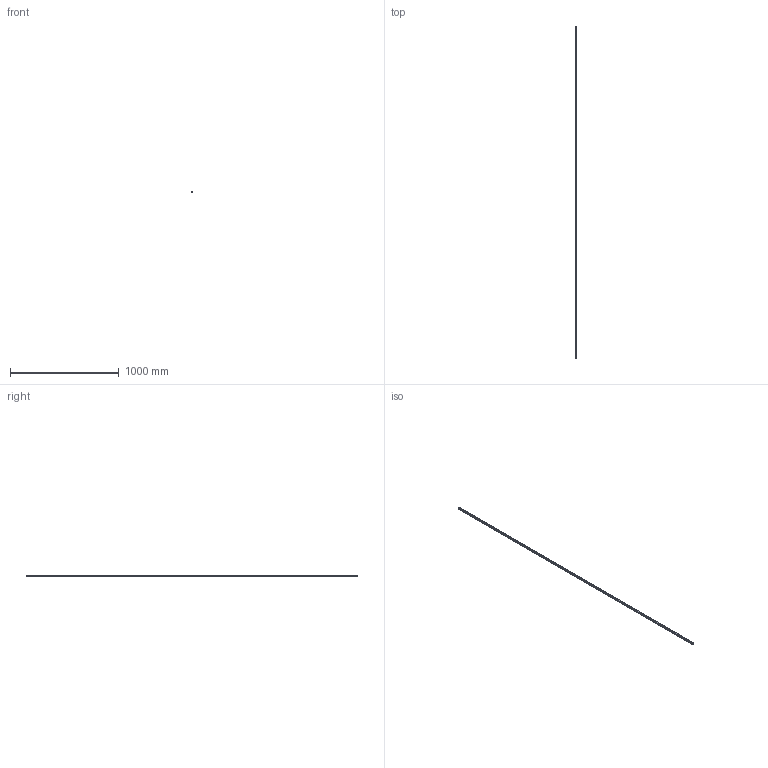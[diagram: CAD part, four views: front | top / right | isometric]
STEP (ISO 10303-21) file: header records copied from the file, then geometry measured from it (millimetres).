
FILE_DESCRIPTION(('STEP AP214'),'1');
FILE_NAME('cctmp_98232BAF-1BDF-4200-9B88-8D4968E8D31C_2020_5_5_14_14_39_549..stp','2020-05-05T12:14:39',('HIWIN GmbH'),('CADClick - www.CADClick.com'),'Spatial InterOp 3D',' ','unknown authorization');
FILE_SCHEMA(('AUTOMOTIVE_DESIGN'));
Length unit declared in the file: millimetre
Products named in the file (1): HGR15R3050H_FILE
Bounding box: 15 x 3050 x 15 mm (x, y, z)
Volume: 560322.2 mm3; surface area: 203089.7 mm2
Topology: 1 solids, 1 shells, 574 faces, 1245 edges, 830 vertices
Faces by surface type: cylinder 332, plane 242
Entity records: 20569 total; most frequent: DIRECTION 3059, CARTESIAN_POINT 2650, ORIENTED_EDGE 2490, EDGE_CURVE 1245, AXIS2_PLACEMENT_3D 1239, VERTEX_POINT 830, EDGE_LOOP 731, CIRCLE 664
